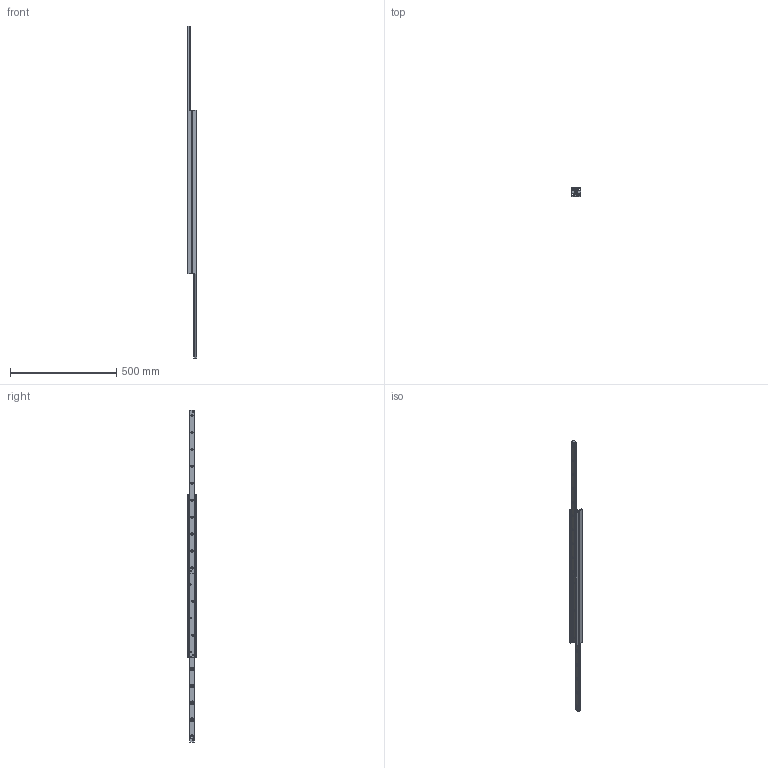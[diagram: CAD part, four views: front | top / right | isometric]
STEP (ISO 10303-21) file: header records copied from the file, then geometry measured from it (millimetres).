
FILE_DESCRIPTION((''),'2;1');
FILE_NAME('LCAH 43-0770.GD.stp','2011-03-24T10:59:25',('MKoza'),(''),'Autodesk Inventor 2009','Autodesk Inventor 2009','');
FILE_SCHEMA(('AUTOMOTIVE_DESIGN { 1 0 10303 214 1 1 1 1 }'));
Length unit declared in the file: millimetre
Products named in the file (10): LCAH 43.GD; LCH 43.L; LCH 43.R; LLMG 43; LLMD 43; KF.LCA 43; AS.L 43; VKB.L 43 6x13,5; DIN 7991 M6x8; VKB.L 43 M6x4
Assembly tree (26 placements, depth 2):
  LCAH 43.GD
    LCH 43.L
    LCH 43.R
    LLMG 43
    LLMD 43
    KF.LCA 43  x2
    AS.L 43  x4
    VKB.L 43 6x13,5  x4
    DIN 7991 M6x8  x10
    VKB.L 43 M6x4  x2
Bounding box: 44 x 43 x 1566 mm (x, y, z)
Volume: 1017371.1 mm3; surface area: 463077.2 mm2
Topology: 26 solids, 26 shells, 504 faces, 1238 edges, 798 vertices
Faces by surface type: plane 264, cylinder 112, bspline 92, cone 36
Full cylindrical faces by diameter (mm): 6 x20, 7 x4, 12 x10
Entity records: 9973 total; most frequent: CARTESIAN_POINT 3045, DIRECTION 1370, ORIENTED_EDGE 1232, EDGE_CURVE 616, AXIS2_PLACEMENT_3D 528, EDGE_LOOP 494, VERTEX_POINT 462, VECTOR 314
